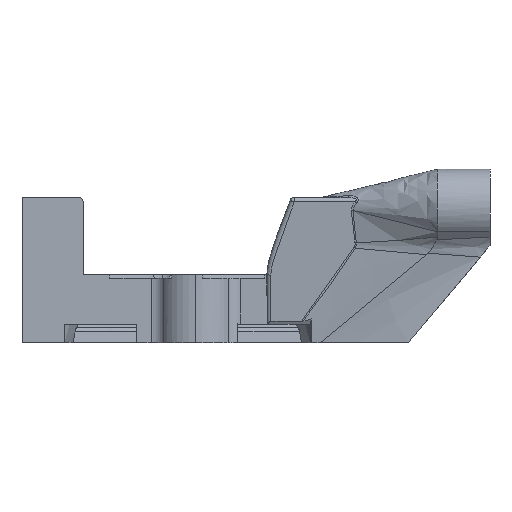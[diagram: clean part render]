
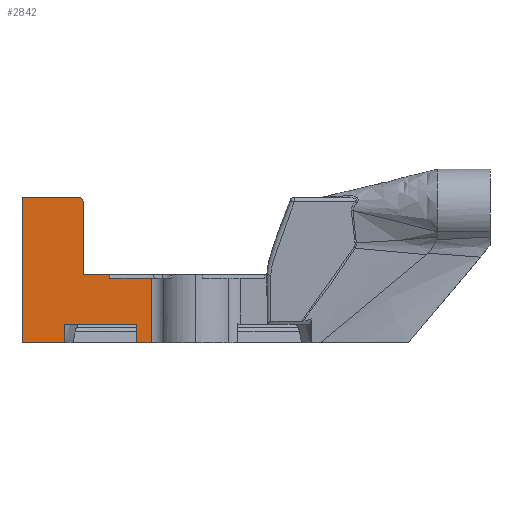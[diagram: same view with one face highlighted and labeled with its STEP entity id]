
A CAD part, left-side view. The second image highlights one B-rep face of the part: STEP entity #2842.
In plain terms, the highlighted planar face has unit normal (-1, 0, 0).
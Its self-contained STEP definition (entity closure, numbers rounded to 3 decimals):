
#35 = ORIENTED_EDGE ( 'NONE', *, *, #559, .F. ) ;
#96 = CARTESIAN_POINT ( 'NONE',  ( -14.5, 16.025, -0.35 ) ) ;
#252 = VERTEX_POINT ( 'NONE', #9884 ) ;
#340 = CARTESIAN_POINT ( 'NONE',  ( -14.5, 3.516, -6.6 ) ) ;
#388 = EDGE_CURVE ( 'NONE', #9242, #7867, #8059, .T. ) ;
#410 = ORIENTED_EDGE ( 'NONE', *, *, #388, .F. ) ;
#477 = EDGE_CURVE ( 'NONE', #7867, #2146, #4382, .T. ) ;
#535 = VECTOR ( 'NONE', #5101, 1000. ) ;
#559 = EDGE_CURVE ( 'NONE', #7263, #9961, #9994, .T. ) ;
#625 = EDGE_CURVE ( 'NONE', #3382, #8519, #8234, .T. ) ;
#674 = DIRECTION ( 'NONE',  ( 0., 0., 1. ) ) ;
#708 = ORIENTED_EDGE ( 'NONE', *, *, #4419, .T. ) ;
#727 = LINE ( 'NONE', #6525, #6924 ) ;
#840 = VECTOR ( 'NONE', #9134, 1000. ) ;
#973 = EDGE_LOOP ( 'NONE', ( #10359, #4583, #3654, #35, #7279, #12562, #410, #9838, #708, #11556, #6900, #7884, #9596 ) ) ;
#1052 = DIRECTION ( 'NONE',  ( 0., 0., 1. ) ) ;
#1087 = EDGE_CURVE ( 'NONE', #3382, #11072, #727, .T. ) ;
#1147 = DIRECTION ( 'NONE',  ( 0., 0., 1. ) ) ;
#1316 = VECTOR ( 'NONE', #1052, 1000. ) ;
#1335 = CARTESIAN_POINT ( 'NONE',  ( -14.5, 16.025, 0. ) ) ;
#1359 = VECTOR ( 'NONE', #1147, 1000. ) ;
#1377 = CARTESIAN_POINT ( 'NONE',  ( -14.5, 3.516, -6.6 ) ) ;
#1917 = CARTESIAN_POINT ( 'NONE',  ( -14.5, 16.025, -6.6 ) ) ;
#2146 = VERTEX_POINT ( 'NONE', #12646 ) ;
#2291 = EDGE_CURVE ( 'NONE', #10789, #252, #8689, .T. ) ;
#2303 = LINE ( 'NONE', #1335, #2563 ) ;
#2473 = DIRECTION ( 'NONE',  ( -1., 0., 0. ) ) ;
#2563 = VECTOR ( 'NONE', #6294, 1000. ) ;
#2624 = CARTESIAN_POINT ( 'NONE',  ( -14.5, 10.314, 7.5 ) ) ;
#2842 = ADVANCED_FACE ( 'NONE', ( #8090 ), #7247, .T. ) ;
#2984 = VECTOR ( 'NONE', #674, 1000. ) ;
#3382 = VERTEX_POINT ( 'NONE', #8703 ) ;
#3654 = ORIENTED_EDGE ( 'NONE', *, *, #6087, .F. ) ;
#4045 = DIRECTION ( 'NONE',  ( 0., -1., 0. ) ) ;
#4107 = LINE ( 'NONE', #4425, #7472 ) ;
#4200 = LINE ( 'NONE', #340, #1316 ) ;
#4234 = CARTESIAN_POINT ( 'NONE',  ( -14.5, 4.9, -6.6 ) ) ;
#4281 = EDGE_CURVE ( 'NONE', #8413, #252, #6863, .T. ) ;
#4297 = VECTOR ( 'NONE', #8504, 1000. ) ;
#4382 = LINE ( 'NONE', #10328, #12480 ) ;
#4419 = EDGE_CURVE ( 'NONE', #9519, #12285, #10234, .T. ) ;
#4425 = CARTESIAN_POINT ( 'NONE',  ( -14.5, 10.025, 7.5 ) ) ;
#4583 = ORIENTED_EDGE ( 'NONE', *, *, #1087, .T. ) ;
#5101 = DIRECTION ( 'NONE',  ( 0., 1., 0. ) ) ;
#5504 = CARTESIAN_POINT ( 'NONE',  ( -14.5, 16.025, -6.6 ) ) ;
#5729 = LINE ( 'NONE', #12642, #6246 ) ;
#6087 = EDGE_CURVE ( 'NONE', #9961, #11072, #4107, .T. ) ;
#6246 = VECTOR ( 'NONE', #8763, 1000. ) ;
#6294 = DIRECTION ( 'NONE',  ( 0., -1., 0. ) ) ;
#6525 = CARTESIAN_POINT ( 'NONE',  ( -14.5, 5.636, -0.602 ) ) ;
#6618 = CARTESIAN_POINT ( 'NONE',  ( -14.5, 16.025, -6.6 ) ) ;
#6656 = DIRECTION ( 'NONE',  ( 0., 0.5, 0.866 ) ) ;
#6863 = LINE ( 'NONE', #96, #840 ) ;
#6900 = ORIENTED_EDGE ( 'NONE', *, *, #4281, .T. ) ;
#6924 = VECTOR ( 'NONE', #6656, 1000. ) ;
#7247 = PLANE ( 'NONE',  #10701 ) ;
#7263 = VERTEX_POINT ( 'NONE', #6618 ) ;
#7279 = ORIENTED_EDGE ( 'NONE', *, *, #9406, .T. ) ;
#7472 = VECTOR ( 'NONE', #4045, 1000. ) ;
#7529 = DIRECTION ( 'NONE',  ( 0., 0., -1. ) ) ;
#7719 = CARTESIAN_POINT ( 'NONE',  ( -14.5, 11.9, -4.8 ) ) ;
#7867 = VERTEX_POINT ( 'NONE', #7719 ) ;
#7884 = ORIENTED_EDGE ( 'NONE', *, *, #2291, .F. ) ;
#8059 = LINE ( 'NONE', #11097, #535 ) ;
#8090 = FACE_OUTER_BOUND ( 'NONE', #973, .T. ) ;
#8234 = LINE ( 'NONE', #12175, #11866 ) ;
#8413 = VERTEX_POINT ( 'NONE', #10048 ) ;
#8504 = DIRECTION ( 'NONE',  ( 0., 0., -1. ) ) ;
#8519 = VERTEX_POINT ( 'NONE', #12472 ) ;
#8689 = LINE ( 'NONE', #9485, #4297 ) ;
#8703 = CARTESIAN_POINT ( 'NONE',  ( -14.5, 10.025, 7. ) ) ;
#8763 = DIRECTION ( 'NONE',  ( 0., -1., 0. ) ) ;
#9134 = DIRECTION ( 'NONE',  ( 0., 1., 0. ) ) ;
#9149 = DIRECTION ( 'NONE',  ( 0., 0., -1. ) ) ;
#9242 = VERTEX_POINT ( 'NONE', #9367 ) ;
#9367 = CARTESIAN_POINT ( 'NONE',  ( -14.5, 4.9, -4.8 ) ) ;
#9406 = EDGE_CURVE ( 'NONE', #7263, #2146, #5729, .T. ) ;
#9485 = CARTESIAN_POINT ( 'NONE',  ( -14.5, 7.5, -6.6 ) ) ;
#9519 = VERTEX_POINT ( 'NONE', #4234 ) ;
#9596 = ORIENTED_EDGE ( 'NONE', *, *, #10187, .F. ) ;
#9651 = CARTESIAN_POINT ( 'NONE',  ( -14.5, 4.9, -4.8 ) ) ;
#9679 = VECTOR ( 'NONE', #12281, 1000. ) ;
#9838 = ORIENTED_EDGE ( 'NONE', *, *, #11999, .F. ) ;
#9884 = CARTESIAN_POINT ( 'NONE',  ( -14.5, 7.5, -0.35 ) ) ;
#9961 = VERTEX_POINT ( 'NONE', #12318 ) ;
#9965 = CARTESIAN_POINT ( 'NONE',  ( -14.5, 7.5, 0. ) ) ;
#9994 = LINE ( 'NONE', #1917, #1359 ) ;
#10048 = CARTESIAN_POINT ( 'NONE',  ( -14.5, 3.516, -0.35 ) ) ;
#10187 = EDGE_CURVE ( 'NONE', #8519, #10789, #2303, .T. ) ;
#10234 = LINE ( 'NONE', #5504, #9679 ) ;
#10328 = CARTESIAN_POINT ( 'NONE',  ( -14.5, 11.9, -4.8 ) ) ;
#10359 = ORIENTED_EDGE ( 'NONE', *, *, #625, .F. ) ;
#10701 = AXIS2_PLACEMENT_3D ( 'NONE', #11201, #2473, #12222 ) ;
#10736 = EDGE_CURVE ( 'NONE', #12285, #8413, #4200, .T. ) ;
#10789 = VERTEX_POINT ( 'NONE', #9965 ) ;
#11072 = VERTEX_POINT ( 'NONE', #2624 ) ;
#11097 = CARTESIAN_POINT ( 'NONE',  ( -14.5, 4.9, -4.8 ) ) ;
#11201 = CARTESIAN_POINT ( 'NONE',  ( -14.5, 16.025, -6.6 ) ) ;
#11556 = ORIENTED_EDGE ( 'NONE', *, *, #10736, .T. ) ;
#11866 = VECTOR ( 'NONE', #9149, 1000. ) ;
#11999 = EDGE_CURVE ( 'NONE', #9519, #9242, #12476, .T. ) ;
#12175 = CARTESIAN_POINT ( 'NONE',  ( -14.5, 10.025, 7.5 ) ) ;
#12222 = DIRECTION ( 'NONE',  ( 0., 0., 1. ) ) ;
#12281 = DIRECTION ( 'NONE',  ( 0., -1., 0. ) ) ;
#12285 = VERTEX_POINT ( 'NONE', #1377 ) ;
#12318 = CARTESIAN_POINT ( 'NONE',  ( -14.5, 16.025, 7.5 ) ) ;
#12472 = CARTESIAN_POINT ( 'NONE',  ( -14.5, 10.025, 0. ) ) ;
#12476 = LINE ( 'NONE', #9651, #2984 ) ;
#12480 = VECTOR ( 'NONE', #7529, 1000. ) ;
#12562 = ORIENTED_EDGE ( 'NONE', *, *, #477, .F. ) ;
#12642 = CARTESIAN_POINT ( 'NONE',  ( -14.5, 16.025, -6.6 ) ) ;
#12646 = CARTESIAN_POINT ( 'NONE',  ( -14.5, 11.9, -6.6 ) ) ;
